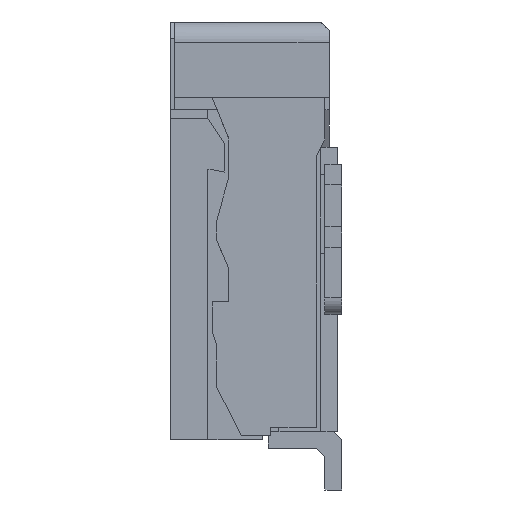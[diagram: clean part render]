
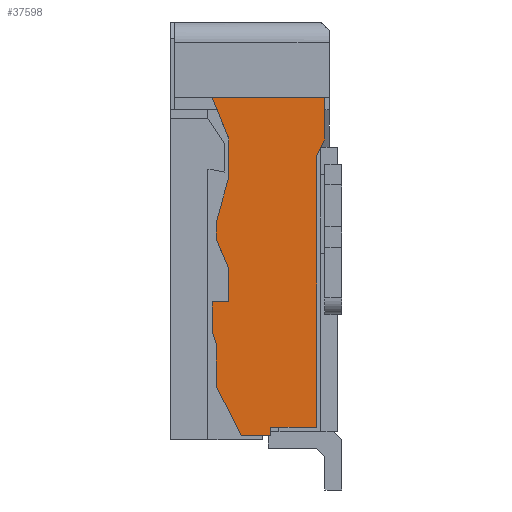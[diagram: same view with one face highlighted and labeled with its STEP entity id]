
A CAD part, left-side view. The second image highlights one B-rep face of the part: STEP entity #37598.
In plain terms, the highlighted planar face has unit normal (-1, 0, 0).
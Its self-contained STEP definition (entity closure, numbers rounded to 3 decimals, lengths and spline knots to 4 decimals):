
#163=DIRECTION('',(0.,-1.,0.));
#164=VECTOR('',#163,1.35);
#165=CARTESIAN_POINT('',(-14.65,1.5,4.1));
#166=LINE('',#165,#164);
#327=DIRECTION('',(0.,-1.,0.));
#328=VECTOR('',#327,0.35);
#329=CARTESIAN_POINT('',(-14.65,1.15,0.05));
#330=LINE('',#329,#328);
#647=DIRECTION('',(0.,0.,1.));
#648=VECTOR('',#647,0.1);
#649=CARTESIAN_POINT('',(-14.65,0.8,0.05));
#650=LINE('',#649,#648);
#651=DIRECTION('',(0.,-0.453,-0.891));
#652=VECTOR('',#651,0.6619);
#653=CARTESIAN_POINT('',(-14.65,1.45,0.64));
#654=LINE('',#653,#652);
#655=DIRECTION('',(0.,0.,-1.));
#656=VECTOR('',#655,0.51);
#657=CARTESIAN_POINT('',(-14.65,1.45,1.15));
#658=LINE('',#657,#656);
#659=DIRECTION('',(0.,-0.316,-0.949));
#660=VECTOR('',#659,0.1581);
#661=CARTESIAN_POINT('',(-14.65,1.5,1.3));
#662=LINE('',#661,#660);
#663=DIRECTION('',(0.,0.,1.));
#664=VECTOR('',#663,0.35);
#665=CARTESIAN_POINT('',(-14.65,1.5,1.3));
#666=LINE('',#665,#664);
#667=DIRECTION('',(0.,1.,0.));
#668=VECTOR('',#667,0.2);
#669=CARTESIAN_POINT('',(-14.65,1.3,1.65));
#670=LINE('',#669,#668);
#671=DIRECTION('',(0.,0.,-1.));
#672=VECTOR('',#671,0.4);
#673=CARTESIAN_POINT('',(-14.65,1.3,2.05));
#674=LINE('',#673,#672);
#675=DIRECTION('',(0.,-0.394,-0.919));
#676=VECTOR('',#675,0.3808);
#677=CARTESIAN_POINT('',(-14.65,1.45,2.4));
#678=LINE('',#677,#676);
#679=DIRECTION('',(0.,0.,-1.));
#680=VECTOR('',#679,0.2);
#681=CARTESIAN_POINT('',(-14.65,1.45,2.6));
#682=LINE('',#681,#680);
#683=DIRECTION('',(0.,0.263,-0.965));
#684=VECTOR('',#683,0.5701);
#685=CARTESIAN_POINT('',(-14.65,1.3,3.15));
#686=LINE('',#685,#684);
#687=DIRECTION('',(0.,0.,-1.));
#688=VECTOR('',#687,0.45);
#689=CARTESIAN_POINT('',(-14.65,1.3,3.6));
#690=LINE('',#689,#688);
#691=DIRECTION('',(0.,-0.371,-0.928));
#692=VECTOR('',#691,0.5385);
#693=CARTESIAN_POINT('',(-14.65,1.5,4.1));
#694=LINE('',#693,#692);
#695=DIRECTION('',(0.,0.,-1.));
#696=VECTOR('',#695,0.5);
#697=CARTESIAN_POINT('',(-14.65,0.15,4.1));
#698=LINE('',#697,#696);
#699=DIRECTION('',(0.,-0.447,0.894));
#700=VECTOR('',#699,0.2236);
#701=CARTESIAN_POINT('',(-14.65,0.25,3.4));
#702=LINE('',#701,#700);
#703=DIRECTION('',(0.,0.,1.));
#704=VECTOR('',#703,3.25);
#705=CARTESIAN_POINT('',(-14.65,0.25,0.15));
#706=LINE('',#705,#704);
#707=DIRECTION('',(0.,-1.,0.));
#708=VECTOR('',#707,0.55);
#709=CARTESIAN_POINT('',(-14.65,0.8,0.15));
#710=LINE('',#709,#708);
#29453=CARTESIAN_POINT('',(-14.65,0.15,4.1));
#29455=VERTEX_POINT('',#29453);
#29499=CARTESIAN_POINT('',(-14.65,1.45,2.6));
#29501=VERTEX_POINT('',#29499);
#29503=CARTESIAN_POINT('',(-14.65,1.45,2.4));
#29505=VERTEX_POINT('',#29503);
#29511=CARTESIAN_POINT('',(-14.65,1.45,0.64));
#29513=VERTEX_POINT('',#29511);
#29515=CARTESIAN_POINT('',(-14.65,1.45,1.15));
#29517=VERTEX_POINT('',#29515);
#29519=CARTESIAN_POINT('',(-14.65,0.8,0.15));
#29521=VERTEX_POINT('',#29519);
#29523=CARTESIAN_POINT('',(-14.65,0.25,0.15));
#29525=VERTEX_POINT('',#29523);
#29527=CARTESIAN_POINT('',(-14.65,1.15,0.05));
#29529=VERTEX_POINT('',#29527);
#29534=CARTESIAN_POINT('',(-14.65,1.5,1.65));
#29536=VERTEX_POINT('',#29534);
#29537=CARTESIAN_POINT('',(-14.65,1.5,1.3));
#29538=VERTEX_POINT('',#29537);
#29539=CARTESIAN_POINT('',(-14.65,1.5,4.1));
#29540=CARTESIAN_POINT('',(-14.65,1.3,3.6));
#29541=VERTEX_POINT('',#29539);
#29542=VERTEX_POINT('',#29540);
#29543=CARTESIAN_POINT('',(-14.65,1.3,3.15));
#29544=VERTEX_POINT('',#29543);
#29545=CARTESIAN_POINT('',(-14.65,1.3,2.05));
#29546=VERTEX_POINT('',#29545);
#29547=CARTESIAN_POINT('',(-14.65,1.3,1.65));
#29548=VERTEX_POINT('',#29547);
#29551=CARTESIAN_POINT('',(-14.65,0.8,0.05));
#29552=VERTEX_POINT('',#29551);
#29553=CARTESIAN_POINT('',(-14.65,0.25,3.4));
#29554=VERTEX_POINT('',#29553);
#29555=CARTESIAN_POINT('',(-14.65,0.15,3.6));
#29556=VERTEX_POINT('',#29555);
#37559=CARTESIAN_POINT('',(-14.65,1.5,5.));
#37560=DIRECTION('',(-1.,0.,0.));
#37561=DIRECTION('',(0.,-1.,0.));
#37562=AXIS2_PLACEMENT_3D('',#37559,#37560,#37561);
#37563=PLANE('',#37562);
#37565=ORIENTED_EDGE('',*,*,#37564,.F.);
#37566=ORIENTED_EDGE('',*,*,#37006,.F.);
#37568=ORIENTED_EDGE('',*,*,#37567,.F.);
#37570=ORIENTED_EDGE('',*,*,#37569,.F.);
#37572=ORIENTED_EDGE('',*,*,#37571,.F.);
#37574=ORIENTED_EDGE('',*,*,#37573,.T.);
#37576=ORIENTED_EDGE('',*,*,#37575,.F.);
#37578=ORIENTED_EDGE('',*,*,#37577,.F.);
#37580=ORIENTED_EDGE('',*,*,#37579,.F.);
#37582=ORIENTED_EDGE('',*,*,#37581,.F.);
#37584=ORIENTED_EDGE('',*,*,#37583,.F.);
#37586=ORIENTED_EDGE('',*,*,#37585,.F.);
#37588=ORIENTED_EDGE('',*,*,#37587,.F.);
#37589=ORIENTED_EDGE('',*,*,#36836,.T.);
#37591=ORIENTED_EDGE('',*,*,#37590,.T.);
#37592=ORIENTED_EDGE('',*,*,#37550,.F.);
#37593=ORIENTED_EDGE('',*,*,#37539,.F.);
#37595=ORIENTED_EDGE('',*,*,#37594,.F.);
#37596=EDGE_LOOP('',(#37565,#37566,#37568,#37570,#37572,#37574,#37576,#37578,
#37580,#37582,#37584,#37586,#37588,#37589,#37591,#37592,#37593,#37595));
#37597=FACE_OUTER_BOUND('',#37596,.F.);
#37598=ADVANCED_FACE('',(#37597),#37563,.T.);
#36836=EDGE_CURVE('',#29541,#29455,#166,.T.);
#37006=EDGE_CURVE('',#29529,#29552,#330,.T.);
#37539=EDGE_CURVE('',#29525,#29554,#706,.T.);
#37550=EDGE_CURVE('',#29554,#29556,#702,.T.);
#37564=EDGE_CURVE('',#29552,#29521,#650,.T.);
#37567=EDGE_CURVE('',#29513,#29529,#654,.T.);
#37569=EDGE_CURVE('',#29517,#29513,#658,.T.);
#37571=EDGE_CURVE('',#29538,#29517,#662,.T.);
#37573=EDGE_CURVE('',#29538,#29536,#666,.T.);
#37575=EDGE_CURVE('',#29548,#29536,#670,.T.);
#37577=EDGE_CURVE('',#29546,#29548,#674,.T.);
#37579=EDGE_CURVE('',#29505,#29546,#678,.T.);
#37581=EDGE_CURVE('',#29501,#29505,#682,.T.);
#37583=EDGE_CURVE('',#29544,#29501,#686,.T.);
#37585=EDGE_CURVE('',#29542,#29544,#690,.T.);
#37587=EDGE_CURVE('',#29541,#29542,#694,.T.);
#37590=EDGE_CURVE('',#29455,#29556,#698,.T.);
#37594=EDGE_CURVE('',#29521,#29525,#710,.T.);
